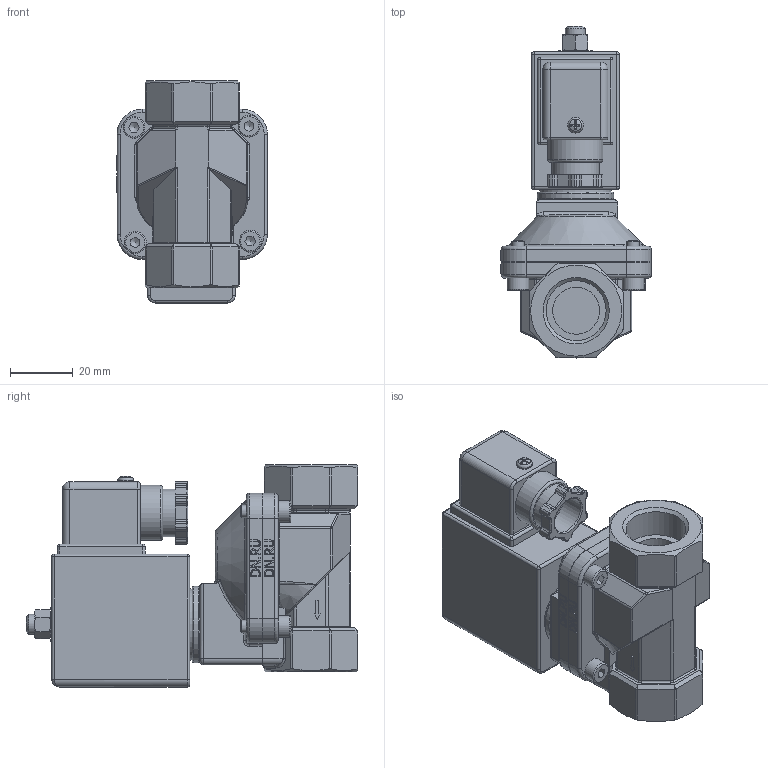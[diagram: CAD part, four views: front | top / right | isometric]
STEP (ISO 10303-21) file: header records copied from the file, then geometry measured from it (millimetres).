
FILE_DESCRIPTION(/* description */ (''),/* implementation_level */ '2;1');
FILE_NAME(/* name */ 'DN15_3D_STEP.stp',/* time_stamp */ '2025-07-22T21:59:35+03:00',/* author */ ('igorr'),/* organization */ (''),/* preprocessor_version */ 'ST-DEVELOPER v20',/* originating_system */ 'Autodesk Inventor 2025',/* authorisation */ '');
FILE_SCHEMA (('AUTOMOTIVE_DESIGN { 1 0 10303 214 3 1 1 }'));
Length unit declared in the file: millimetre
Products named in the file (7): Сборка1; Деталь1; AS 1237 - 6; ANSI B18.2.4.2M - M5x0,8; AS 1427 - M2,5 x 4; Деталь1_1; AS 1420 - 1973 - M4 x 12
Assembly tree (9 placements, depth 2):
  Сборка1
    Деталь1
    AS 1237 - 6
    ANSI B18.2.4.2M - M5x0,8
    AS 1427 - M2,5 x 4
    Деталь1_1
    AS 1420 - 1973 - M4 x 12  x4
Bounding box: 48.1 x 106 x 70.9 mm (x, y, z)
Volume: 144498.5 mm3; surface area: 31980.2 mm2
Topology: 9 solids, 9 shells, 738 faces, 1809 edges, 1118 vertices
Faces by surface type: plane 302, cylinder 212, bspline 94, torus 65, cone 52, sphere 13
Full cylindrical faces by diameter (mm): 2.224 x1, 2.4 x1, 2.5 x1, 4 x4, 4.1 x8, 4.134 x1, 4.8 x4, 6.4 x2, 7 x4, 11 x1, 12 x1, 15 x2, 15.2 x1, 17.6 x1, 19.17 x2, 22.855 x2, 24.455 x1
Entity records: 22427 total; most frequent: CARTESIAN_POINT 5653, ORIENTED_EDGE 3370, DIRECTION 3225, EDGE_CURVE 1685, AXIS2_PLACEMENT_3D 1176, VERTEX_POINT 1046, LINE 873, VECTOR 873
